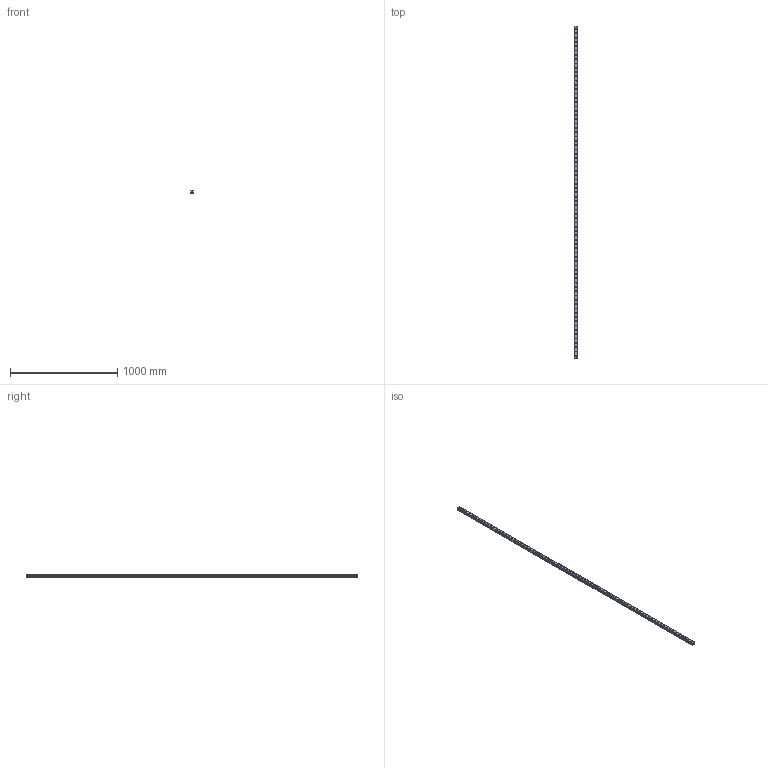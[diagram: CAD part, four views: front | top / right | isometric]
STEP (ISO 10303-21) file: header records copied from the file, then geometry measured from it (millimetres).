
FILE_DESCRIPTION(('STEP AP214'),'1');
FILE_NAME('cctmp_16F66551-B977-4FDD-AF35-DF64223E12FF_2021_03_11_16_11_37_0534..stp','2021-03-11T15:11:37',('HIWIN GmbH'),('CADClick - www.CADClick.com'),'Spatial InterOp 3D',' ','unknown authorization');
FILE_SCHEMA(('AUTOMOTIVE_DESIGN'));
Length unit declared in the file: millimetre
Products named in the file (1): RGR30R3090H_FILE
Bounding box: 28 x 3090 x 28 mm (x, y, z)
Volume: 1773909.8 mm3; surface area: 457985.5 mm2
Topology: 1 solids, 1 shells, 808 faces, 1713 edges, 1142 vertices
Faces by surface type: cylinder 480, plane 328
Entity records: 28665 total; most frequent: DIRECTION 4291, CARTESIAN_POINT 3664, ORIENTED_EDGE 3426, AXIS2_PLACEMENT_3D 1769, EDGE_CURVE 1713, VERTEX_POINT 1142, EDGE_LOOP 1043, CIRCLE 960
